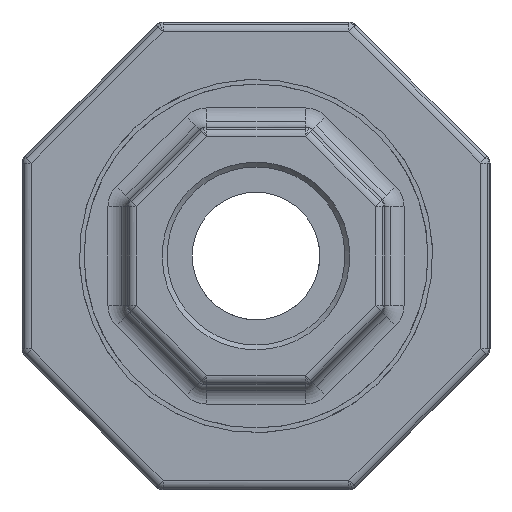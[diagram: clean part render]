
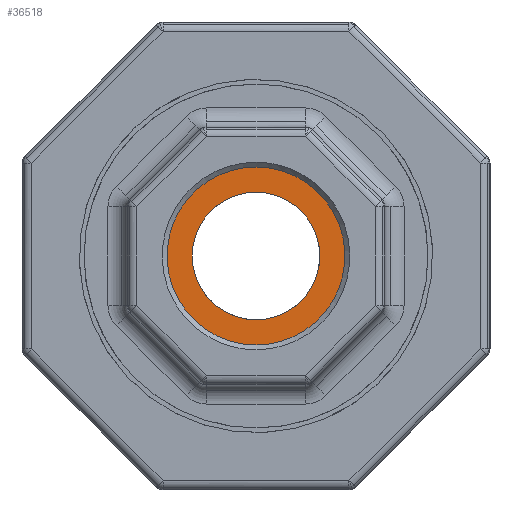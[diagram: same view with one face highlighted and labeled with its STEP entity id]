
A CAD part, left-side view. The second image highlights one B-rep face of the part: STEP entity #36518.
In plain terms, the highlighted planar face has unit normal (-1, 0, 0).
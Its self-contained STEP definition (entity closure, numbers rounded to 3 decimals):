
#19174=CARTESIAN_POINT('',(-75.5,0.,-12.));
#19175=VERTEX_POINT('',#19174);
#19182=CARTESIAN_POINT('',(-75.5,0.,0.));
#19183=DIRECTION('',(-1.,-0.,-0.));
#19184=DIRECTION('',(0.,0.,-1.));
#19185=AXIS2_PLACEMENT_3D('',#19182,#19183,#19184);
#19186=CIRCLE('',#19185,12.);
#19187=EDGE_CURVE('',#19175,#19175,#19186,.T.);
#36485=CARTESIAN_POINT('',(-75.5,6.683,-0.));
#36486=VERTEX_POINT('',#36485);
#36496=CARTESIAN_POINT('',(-75.5,0.,0.));
#36497=DIRECTION('',(1.,0.,0.));
#36498=DIRECTION('',(-0.,1.,0.));
#36499=AXIS2_PLACEMENT_3D('',#36496,#36497,#36498);
#36500=CIRCLE('',#36499,6.683);
#36501=EDGE_CURVE('',#36486,#36486,#36500,.T.);
#36507=CARTESIAN_POINT('',(-75.5,20.,0.));
#36508=DIRECTION('',(-1.,0.,0.));
#36509=DIRECTION('',(0.,0.,1.));
#36510=AXIS2_PLACEMENT_3D('',#36507,#36508,#36509);
#36511=PLANE('',#36510);
#36512=ORIENTED_EDGE('',*,*,#19187,.T.);
#36513=EDGE_LOOP('',(#36512));
#36514=FACE_BOUND('',#36513,.T.);
#36515=ORIENTED_EDGE('',*,*,#36501,.T.);
#36516=EDGE_LOOP('',(#36515));
#36517=FACE_BOUND('',#36516,.T.);
#36518=ADVANCED_FACE('',(#36514,#36517),#36511,.T.);
